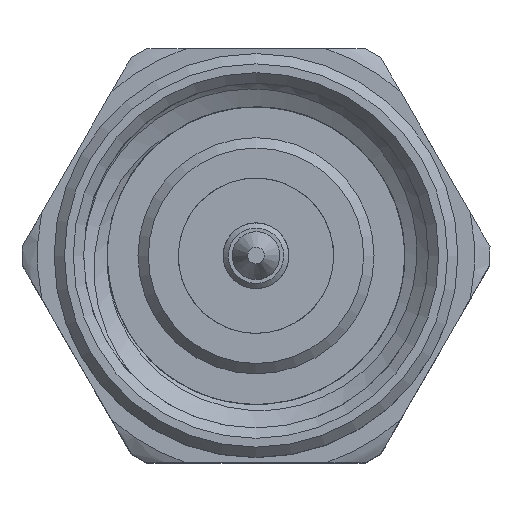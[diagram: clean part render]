
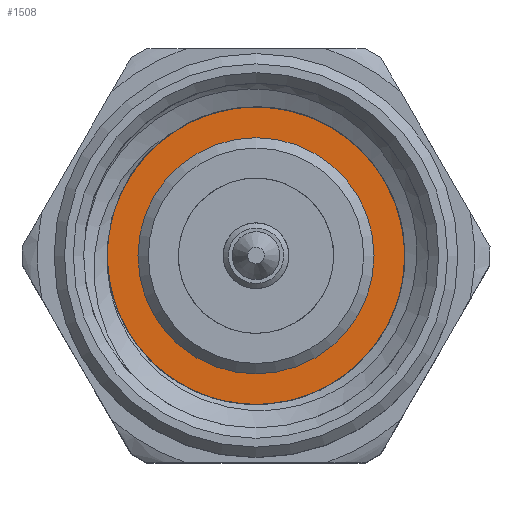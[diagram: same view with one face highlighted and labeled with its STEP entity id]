
A CAD part, top view. The second image highlights one B-rep face of the part: STEP entity #1508.
In plain terms, the highlighted face is planar.
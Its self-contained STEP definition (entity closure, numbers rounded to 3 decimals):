
#232=PLANE('',#1772);
#386=ORIENTED_EDGE('',*,*,#666,.T.);
#387=ORIENTED_EDGE('',*,*,#668,.F.);
#666=EDGE_CURVE('',#830,#830,#963,.T.);
#668=EDGE_CURVE('',#832,#832,#965,.T.);
#830=VERTEX_POINT('',#2565);
#832=VERTEX_POINT('',#2570);
#963=CIRCLE('',#1767,2.25);
#965=CIRCLE('',#1770,3.);
#1107=EDGE_LOOP('',(#386));
#1108=EDGE_LOOP('',(#387));
#1309=FACE_BOUND('',#1107,.T.);
#1310=FACE_BOUND('',#1108,.T.);
#1508=ADVANCED_FACE('',(#1309,#1310),#232,.F.);
#1767=AXIS2_PLACEMENT_3D('',#2564,#2102,#2103);
#1770=AXIS2_PLACEMENT_3D('',#2569,#2108,#2109);
#1772=AXIS2_PLACEMENT_3D('',#2572,#2112,#2113);
#2102=DIRECTION('',(0.,1.,0.));
#2103=DIRECTION('',(1.,0.,0.));
#2108=DIRECTION('',(0.,1.,0.));
#2109=DIRECTION('',(1.,0.,0.));
#2112=DIRECTION('',(0.,1.,0.));
#2113=DIRECTION('',(0.,0.,1.));
#2564=CARTESIAN_POINT('',(0.,0.,0.));
#2565=CARTESIAN_POINT('',(2.25,0.,0.));
#2569=CARTESIAN_POINT('',(0.,0.,0.));
#2570=CARTESIAN_POINT('',(3.,0.,0.));
#2572=CARTESIAN_POINT('',(0.,0.,0.));
